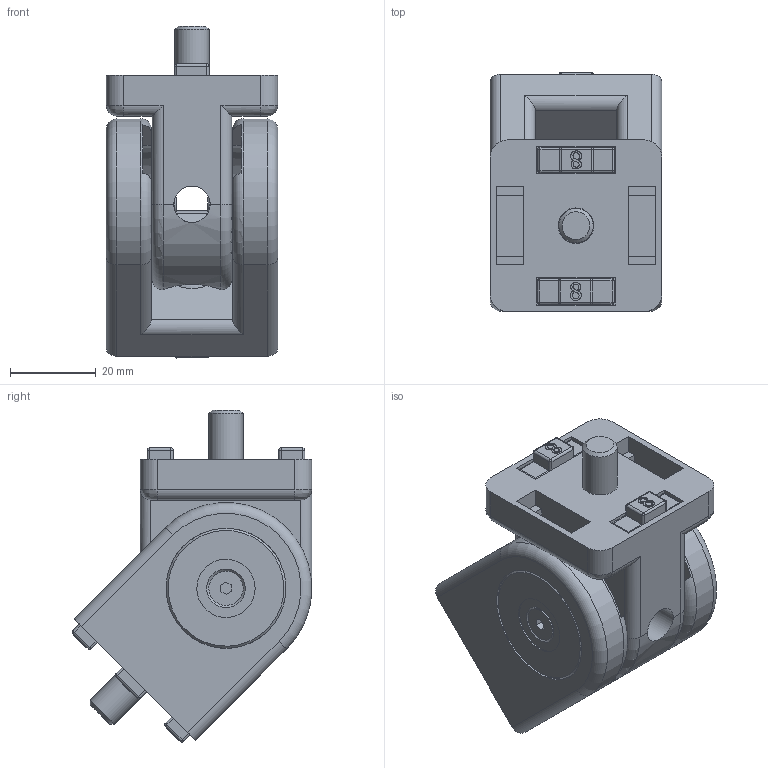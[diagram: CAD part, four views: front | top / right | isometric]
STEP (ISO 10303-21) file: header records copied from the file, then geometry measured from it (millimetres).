
FILE_DESCRIPTION(/* description */ ('KriTec Schwenklager 8 40x40'),/* implementation_level */ '2;1');
FILE_NAME(/* name */ '14252_KriTec_Schwenklager_8_40x40.stp',/* time_stamp */ '2021-01-14T14:01:06+01:00',/* author */ ('jendrek'),/* organization */ (''),/* preprocessor_version */ 'ST-DEVELOPER v17',/* originating_system */ 'Autodesk Inventor 2018',/* authorisation */ '');
FILE_SCHEMA (('AUTOMOTIVE_DESIGN { 1 0 10303 214 3 1 1 }'));
Length unit declared in the file: millimetre
Products named in the file (7): 14252; Lagerblock; Gabel; Fixierung; ISO 7380-1 - M8 x 16; Verdrehnase; DIN 7991 - M4x16
Assembly tree (14 placements, depth 2):
  14252
    Lagerblock
    Gabel
    Fixierung  x2
    ISO 7380-1 - M8 x 16  x2
    Verdrehnase  x6
    DIN 7991 - M4x16  x2
Bounding box: 40 x 55.85 x 77.45 mm (x, y, z)
Volume: 73009.2 mm3; surface area: 33951.3 mm2
Topology: 14 solids, 14 shells, 894 faces, 2107 edges, 1285 vertices
Faces by surface type: plane 332, cylinder 246, bspline 196, sphere 96, torus 12, cone 12
Full cylindrical faces by diameter (mm): 4 x2, 6.6 x2, 8 x4, 8.3 x2, 8.5 x2, 12.4 x1, 13.6 x2, 14 x2, 14.3 x3, 15 x2, 28 x4
Entity records: 9699 total; most frequent: CARTESIAN_POINT 2299, ORIENTED_EDGE 1476, DIRECTION 1381, EDGE_CURVE 738, VERTEX_POINT 465, LINE 463, VECTOR 463, AXIS2_PLACEMENT_3D 459
